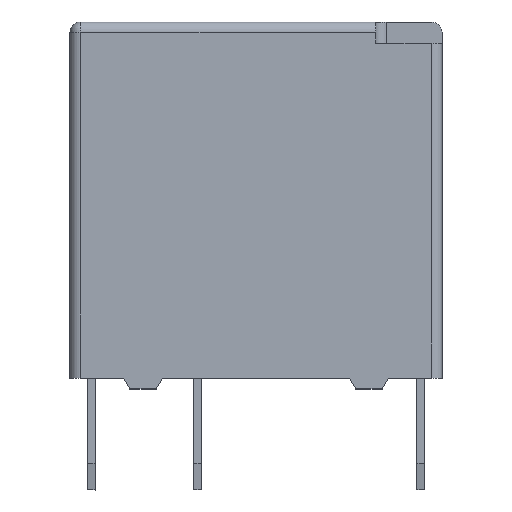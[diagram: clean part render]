
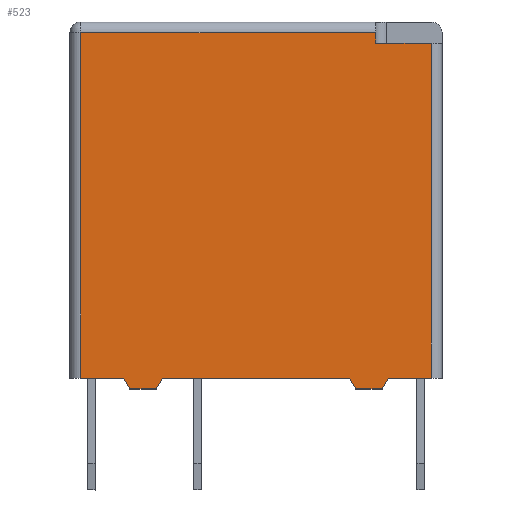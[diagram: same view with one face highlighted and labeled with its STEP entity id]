
A CAD part, top view. The second image highlights one B-rep face of the part: STEP entity #523.
In plain terms, the highlighted planar face has unit normal (0, 0, 1).
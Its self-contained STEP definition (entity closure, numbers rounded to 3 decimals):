
#20 = LINE ( 'NONE', #1926, #2143 ) ;
#27 = EDGE_CURVE ( 'NONE', #102, #1237, #1069, .T. ) ;
#102 = VERTEX_POINT ( 'NONE', #944 ) ;
#113 = LINE ( 'NONE', #1303, #922 ) ;
#114 = ORIENTED_EDGE ( 'NONE', *, *, #2013, .T. ) ;
#131 = EDGE_LOOP ( 'NONE', ( #990, #2677, #114, #2462, #876, #1325, #428, #835, #617, #2557, #863, #148, #1291, #1706 ) ) ;
#148 = ORIENTED_EDGE ( 'NONE', *, *, #1326, .T. ) ;
#234 = LINE ( 'NONE', #244, #730 ) ;
#237 = VERTEX_POINT ( 'NONE', #2062 ) ;
#244 = CARTESIAN_POINT ( 'NONE',  ( -7., 0.4, 3.6 ) ) ;
#287 = VERTEX_POINT ( 'NONE', #2048 ) ;
#295 = VERTEX_POINT ( 'NONE', #1211 ) ;
#339 = DIRECTION ( 'NONE',  ( 0., 1., 0. ) ) ;
#358 = CARTESIAN_POINT ( 'NONE',  ( -7., 13.4, 3.6 ) ) ;
#419 = CARTESIAN_POINT ( 'NONE',  ( -4.75, 0., 3.6 ) ) ;
#428 = ORIENTED_EDGE ( 'NONE', *, *, #1698, .T. ) ;
#438 = CARTESIAN_POINT ( 'NONE',  ( 0., 0., 3.6 ) ) ;
#478 = EDGE_CURVE ( 'NONE', #1511, #1750, #1539, .T. ) ;
#523 = ADVANCED_FACE ( 'NONE', ( #1920 ), #2577, .T. ) ;
#546 = EDGE_CURVE ( 'NONE', #1487, #237, #234, .T. ) ;
#617 = ORIENTED_EDGE ( 'NONE', *, *, #2100, .T. ) ;
#629 = LINE ( 'NONE', #643, #1759 ) ;
#643 = CARTESIAN_POINT ( 'NONE',  ( 4.5, 13., 3.6 ) ) ;
#661 = LINE ( 'NONE', #909, #2198 ) ;
#685 = LINE ( 'NONE', #2180, #2168 ) ;
#701 = CARTESIAN_POINT ( 'NONE',  ( -3.519, 0.4, 3.6 ) ) ;
#725 = CARTESIAN_POINT ( 'NONE',  ( 4.75, 0., 3.6 ) ) ;
#727 = CARTESIAN_POINT ( 'NONE',  ( 7., 13., 3.6 ) ) ;
#730 = VECTOR ( 'NONE', #1722, 1000. ) ;
#819 = CARTESIAN_POINT ( 'NONE',  ( 4.981, 0.4, 3.6 ) ) ;
#835 = ORIENTED_EDGE ( 'NONE', *, *, #1446, .T. ) ;
#851 = CARTESIAN_POINT ( 'NONE',  ( -6.6, 0.4, 3.6 ) ) ;
#857 = DIRECTION ( 'NONE',  ( 0., 1., 0. ) ) ;
#863 = ORIENTED_EDGE ( 'NONE', *, *, #1728, .T. ) ;
#876 = ORIENTED_EDGE ( 'NONE', *, *, #2163, .T. ) ;
#909 = CARTESIAN_POINT ( 'NONE',  ( 4.981, 0.4, 3.6 ) ) ;
#917 = CARTESIAN_POINT ( 'NONE',  ( 3.75, 0., 3.6 ) ) ;
#922 = VECTOR ( 'NONE', #2213, 1000. ) ;
#927 = CARTESIAN_POINT ( 'NONE',  ( 4.981, 0.4, 3.6 ) ) ;
#930 = EDGE_CURVE ( 'NONE', #2321, #287, #2104, .T. ) ;
#944 = CARTESIAN_POINT ( 'NONE',  ( 4.5, 13., 3.6 ) ) ;
#990 = ORIENTED_EDGE ( 'NONE', *, *, #2418, .T. ) ;
#1049 = DIRECTION ( 'NONE',  ( 1., 0., 0. ) ) ;
#1054 = CARTESIAN_POINT ( 'NONE',  ( 4.5, 13.4, 3.6 ) ) ;
#1055 = VECTOR ( 'NONE', #1606, 1000. ) ;
#1062 = VECTOR ( 'NONE', #2333, 1000. ) ;
#1069 = LINE ( 'NONE', #727, #2589 ) ;
#1169 = EDGE_CURVE ( 'NONE', #1893, #2619, #685, .T. ) ;
#1208 = EDGE_CURVE ( 'NONE', #295, #1237, #1725, .T. ) ;
#1211 = CARTESIAN_POINT ( 'NONE',  ( 6.6, 0.4, 3.6 ) ) ;
#1215 = LINE ( 'NONE', #2586, #2380 ) ;
#1237 = VERTEX_POINT ( 'NONE', #2659 ) ;
#1254 = CARTESIAN_POINT ( 'NONE',  ( 3.519, 0.4, 3.6 ) ) ;
#1275 = CARTESIAN_POINT ( 'NONE',  ( -6.6, 0.4, 3.6 ) ) ;
#1291 = ORIENTED_EDGE ( 'NONE', *, *, #1208, .T. ) ;
#1303 = CARTESIAN_POINT ( 'NONE',  ( 3.519, 0.4, 3.6 ) ) ;
#1311 = AXIS2_PLACEMENT_3D ( 'NONE', #438, #1711, #1929 ) ;
#1325 = ORIENTED_EDGE ( 'NONE', *, *, #478, .T. ) ;
#1326 = EDGE_CURVE ( 'NONE', #1819, #295, #1991, .T. ) ;
#1342 = DIRECTION ( 'NONE',  ( 1., 0., 0. ) ) ;
#1446 = EDGE_CURVE ( 'NONE', #1761, #1547, #2024, .T. ) ;
#1474 = VECTOR ( 'NONE', #1049, 1000. ) ;
#1487 = VERTEX_POINT ( 'NONE', #1275 ) ;
#1511 = VERTEX_POINT ( 'NONE', #419 ) ;
#1539 = LINE ( 'NONE', #2188, #2493 ) ;
#1547 = VERTEX_POINT ( 'NONE', #1254 ) ;
#1584 = CARTESIAN_POINT ( 'NONE',  ( 6.6, 13., 3.6 ) ) ;
#1602 = DIRECTION ( 'NONE',  ( 0.5, -0.866, 0. ) ) ;
#1606 = DIRECTION ( 'NONE',  ( 1., 0., 0. ) ) ;
#1698 = EDGE_CURVE ( 'NONE', #1750, #1761, #1215, .T. ) ;
#1706 = ORIENTED_EDGE ( 'NONE', *, *, #27, .F. ) ;
#1711 = DIRECTION ( 'NONE',  ( 0., 0., 1. ) ) ;
#1722 = DIRECTION ( 'NONE',  ( 1., 0., 0. ) ) ;
#1725 = LINE ( 'NONE', #1584, #2103 ) ;
#1728 = EDGE_CURVE ( 'NONE', #2619, #1819, #661, .T. ) ;
#1733 = DIRECTION ( 'NONE',  ( 0.5, 0.866, 0. ) ) ;
#1750 = VERTEX_POINT ( 'NONE', #1977 ) ;
#1759 = VECTOR ( 'NONE', #857, 1000. ) ;
#1761 = VERTEX_POINT ( 'NONE', #701 ) ;
#1819 = VERTEX_POINT ( 'NONE', #927 ) ;
#1890 = CARTESIAN_POINT ( 'NONE',  ( -3.519, 0.4, 3.6 ) ) ;
#1893 = VERTEX_POINT ( 'NONE', #917 ) ;
#1920 = FACE_OUTER_BOUND ( 'NONE', #131, .T. ) ;
#1926 = CARTESIAN_POINT ( 'NONE',  ( -4.981, 0.4, 3.6 ) ) ;
#1929 = DIRECTION ( 'NONE',  ( 1., 0., 0. ) ) ;
#1977 = CARTESIAN_POINT ( 'NONE',  ( -3.75, 0., 3.6 ) ) ;
#1991 = LINE ( 'NONE', #819, #1055 ) ;
#2013 = EDGE_CURVE ( 'NONE', #287, #1487, #2678, .T. ) ;
#2024 = LINE ( 'NONE', #1890, #1474 ) ;
#2045 = DIRECTION ( 'NONE',  ( -1., 0., 0. ) ) ;
#2048 = CARTESIAN_POINT ( 'NONE',  ( -6.6, 13.4, 3.6 ) ) ;
#2062 = CARTESIAN_POINT ( 'NONE',  ( -4.981, 0.4, 3.6 ) ) ;
#2100 = EDGE_CURVE ( 'NONE', #1547, #1893, #113, .T. ) ;
#2103 = VECTOR ( 'NONE', #339, 1000. ) ;
#2104 = LINE ( 'NONE', #358, #2194 ) ;
#2143 = VECTOR ( 'NONE', #1602, 1000. ) ;
#2163 = EDGE_CURVE ( 'NONE', #237, #1511, #20, .T. ) ;
#2168 = VECTOR ( 'NONE', #2173, 1000. ) ;
#2173 = DIRECTION ( 'NONE',  ( 1., 0., 0. ) ) ;
#2180 = CARTESIAN_POINT ( 'NONE',  ( 4.75, 0., 3.6 ) ) ;
#2188 = CARTESIAN_POINT ( 'NONE',  ( -4.75, 0., 3.6 ) ) ;
#2194 = VECTOR ( 'NONE', #2045, 1000. ) ;
#2198 = VECTOR ( 'NONE', #2393, 1000. ) ;
#2213 = DIRECTION ( 'NONE',  ( 0.5, -0.866, 0. ) ) ;
#2321 = VERTEX_POINT ( 'NONE', #1054 ) ;
#2333 = DIRECTION ( 'NONE',  ( 0., -1., 0. ) ) ;
#2380 = VECTOR ( 'NONE', #1733, 1000. ) ;
#2393 = DIRECTION ( 'NONE',  ( 0.5, 0.866, 0. ) ) ;
#2408 = DIRECTION ( 'NONE',  ( 1., 0., 0. ) ) ;
#2418 = EDGE_CURVE ( 'NONE', #102, #2321, #629, .T. ) ;
#2462 = ORIENTED_EDGE ( 'NONE', *, *, #546, .T. ) ;
#2493 = VECTOR ( 'NONE', #2408, 1000. ) ;
#2557 = ORIENTED_EDGE ( 'NONE', *, *, #1169, .T. ) ;
#2577 = PLANE ( 'NONE',  #1311 ) ;
#2586 = CARTESIAN_POINT ( 'NONE',  ( -3.519, 0.4, 3.6 ) ) ;
#2589 = VECTOR ( 'NONE', #1342, 1000. ) ;
#2619 = VERTEX_POINT ( 'NONE', #725 ) ;
#2659 = CARTESIAN_POINT ( 'NONE',  ( 6.6, 13., 3.6 ) ) ;
#2677 = ORIENTED_EDGE ( 'NONE', *, *, #930, .T. ) ;
#2678 = LINE ( 'NONE', #851, #1062 ) ;
